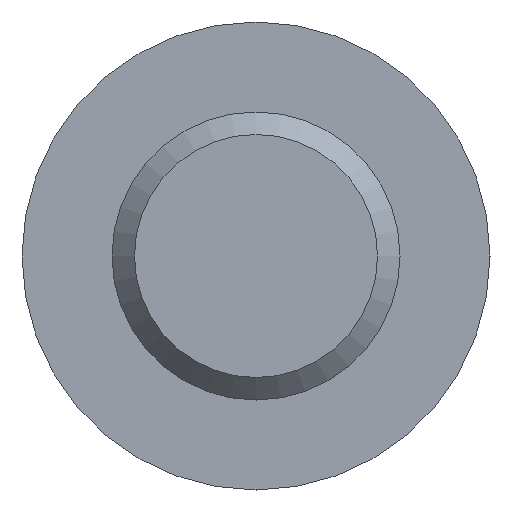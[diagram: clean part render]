
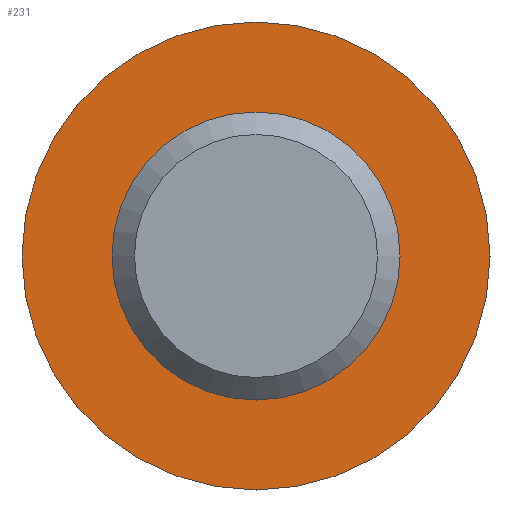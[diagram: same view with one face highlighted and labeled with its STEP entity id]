
A CAD part, front view. The second image highlights one B-rep face of the part: STEP entity #231.
In plain terms, the highlighted planar face has unit normal (0, -1, 0).
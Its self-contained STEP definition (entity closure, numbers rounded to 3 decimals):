
#10 = ORIENTED_EDGE ( 'NONE', *, *, #487, .T. ) ;
#17 = DIRECTION ( 'NONE',  ( 0., 1., 0. ) ) ;
#28 = EDGE_CURVE ( 'NONE', #85, #85, #202, .T. ) ;
#36 = DIRECTION ( 'NONE',  ( 0., 0., -1. ) ) ;
#62 = AXIS2_PLACEMENT_3D ( 'NONE', #238, #409, #36 ) ;
#65 = PLANE ( 'NONE',  #321 ) ;
#71 = AXIS2_PLACEMENT_3D ( 'NONE', #433, #160, #106 ) ;
#85 = VERTEX_POINT ( 'NONE', #500 ) ;
#87 = VERTEX_POINT ( 'NONE', #200 ) ;
#106 = DIRECTION ( 'NONE',  ( 0., 0., -1. ) ) ;
#160 = DIRECTION ( 'NONE',  ( 0., -1., 0. ) ) ;
#200 = CARTESIAN_POINT ( 'NONE',  ( 0., 40., -6.5 ) ) ;
#202 = CIRCLE ( 'NONE', #71, 4. ) ;
#207 = EDGE_LOOP ( 'NONE', ( #524 ) ) ;
#223 = CARTESIAN_POINT ( 'NONE',  ( -4., 40., 0. ) ) ;
#231 = ADVANCED_FACE ( 'NONE', ( #434, #303 ), #65, .F. ) ;
#238 = CARTESIAN_POINT ( 'NONE',  ( 0., 40., 0. ) ) ;
#303 = FACE_OUTER_BOUND ( 'NONE', #404, .T. ) ;
#321 = AXIS2_PLACEMENT_3D ( 'NONE', #223, #17, #522 ) ;
#404 = EDGE_LOOP ( 'NONE', ( #10 ) ) ;
#409 = DIRECTION ( 'NONE',  ( 0., -1., 0. ) ) ;
#433 = CARTESIAN_POINT ( 'NONE',  ( 0., 40., 0. ) ) ;
#434 = FACE_BOUND ( 'NONE', #207, .T. ) ;
#444 = CIRCLE ( 'NONE', #62, 6.5 ) ;
#487 = EDGE_CURVE ( 'NONE', #87, #87, #444, .T. ) ;
#500 = CARTESIAN_POINT ( 'NONE',  ( 0., 40., -4. ) ) ;
#522 = DIRECTION ( 'NONE',  ( 0., 0., 1. ) ) ;
#524 = ORIENTED_EDGE ( 'NONE', *, *, #28, .F. ) ;
